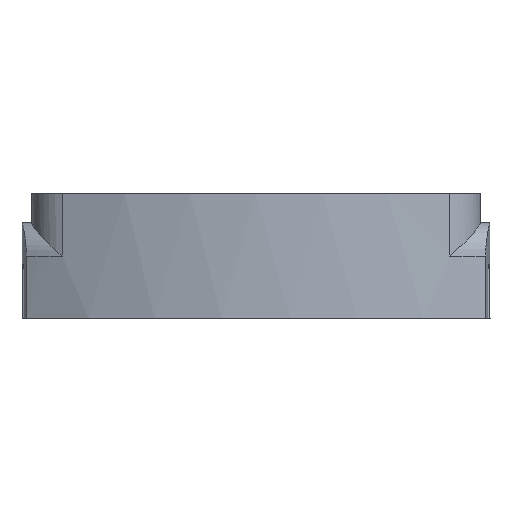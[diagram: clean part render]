
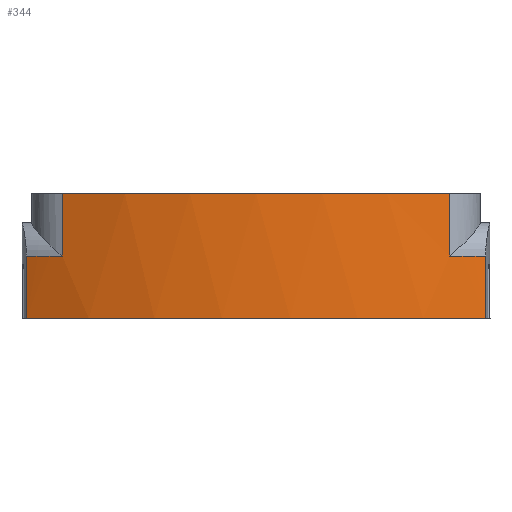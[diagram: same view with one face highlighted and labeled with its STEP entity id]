
A CAD part, front view. The second image highlights one B-rep face of the part: STEP entity #344.
In plain terms, the highlighted cylindrical face has radius 119 mm (diameter 238 mm), a partial arc.
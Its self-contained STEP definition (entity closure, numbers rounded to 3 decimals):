
#23=LINE('',#621,#39);
#24=LINE('',#624,#40);
#25=LINE('',#626,#41);
#26=LINE('',#629,#42);
#39=VECTOR('',#442,10.);
#40=VECTOR('',#445,10.);
#41=VECTOR('',#446,10.);
#42=VECTOR('',#449,10.);
#55=CYLINDRICAL_SURFACE('',#381,119.);
#67=FACE_OUTER_BOUND('',#86,.T.);
#86=EDGE_LOOP('',(#242,#243,#244,#245,#246,#247,#248,#249));
#104=CIRCLE('',#376,119.);
#107=CIRCLE('',#380,119.);
#108=CIRCLE('',#382,119.);
#109=CIRCLE('',#383,119.);
#143=VERTEX_POINT('',#549);
#144=VERTEX_POINT('',#562);
#147=VERTEX_POINT('',#584);
#151=VERTEX_POINT('',#607);
#152=VERTEX_POINT('',#620);
#153=VERTEX_POINT('',#622);
#154=VERTEX_POINT('',#625);
#155=VERTEX_POINT('',#627);
#179=EDGE_CURVE('',#143,#144,#104,.T.);
#187=EDGE_CURVE('',#151,#147,#107,.T.);
#188=EDGE_CURVE('',#152,#143,#23,.T.);
#189=EDGE_CURVE('',#153,#152,#108,.T.);
#190=EDGE_CURVE('',#153,#147,#24,.T.);
#191=EDGE_CURVE('',#151,#154,#25,.T.);
#192=EDGE_CURVE('',#155,#154,#109,.T.);
#193=EDGE_CURVE('',#144,#155,#26,.T.);
#242=ORIENTED_EDGE('',*,*,#179,.F.);
#243=ORIENTED_EDGE('',*,*,#188,.F.);
#244=ORIENTED_EDGE('',*,*,#189,.F.);
#245=ORIENTED_EDGE('',*,*,#190,.T.);
#246=ORIENTED_EDGE('',*,*,#187,.F.);
#247=ORIENTED_EDGE('',*,*,#191,.T.);
#248=ORIENTED_EDGE('',*,*,#192,.F.);
#249=ORIENTED_EDGE('',*,*,#193,.F.);
#344=ADVANCED_FACE('',(#67),#55,.T.);
#376=AXIS2_PLACEMENT_3D('',#563,#430,#431);
#380=AXIS2_PLACEMENT_3D('',#618,#438,#439);
#381=AXIS2_PLACEMENT_3D('',#619,#440,#441);
#382=AXIS2_PLACEMENT_3D('',#623,#443,#444);
#383=AXIS2_PLACEMENT_3D('',#628,#447,#448);
#430=DIRECTION('center_axis',(0.,0.,1.));
#431=DIRECTION('ref_axis',(-0.427,-0.904,0.));
#438=DIRECTION('center_axis',(0.,0.,1.));
#439=DIRECTION('ref_axis',(0.427,-0.904,0.));
#440=DIRECTION('center_axis',(0.,0.,-1.));
#441=DIRECTION('ref_axis',(1.,0.,0.));
#442=DIRECTION('',(0.,0.,1.));
#443=DIRECTION('center_axis',(0.,0.,-1.));
#444=DIRECTION('ref_axis',(1.,0.,0.));
#445=DIRECTION('',(0.,0.,1.));
#446=DIRECTION('',(0.,0.,1.));
#447=DIRECTION('center_axis',(0.,0.,1.));
#448=DIRECTION('ref_axis',(1.,0.,0.));
#449=DIRECTION('',(0.,0.,1.));
#549=CARTESIAN_POINT('',(-55.12,-105.465,-3.));
#562=CARTESIAN_POINT('',(-46.518,-109.531,-3.));
#563=CARTESIAN_POINT('Origin',(0.,0.,-3.));
#584=CARTESIAN_POINT('',(55.12,-105.465,-3.));
#607=CARTESIAN_POINT('',(46.518,-109.531,-3.));
#618=CARTESIAN_POINT('Origin',(0.,0.,-3.));
#619=CARTESIAN_POINT('Origin',(0.,0.,0.));
#620=CARTESIAN_POINT('',(-55.12,-105.465,-18.));
#621=CARTESIAN_POINT('',(-55.12,-105.465,0.));
#622=CARTESIAN_POINT('',(55.12,-105.465,-18.));
#623=CARTESIAN_POINT('Origin',(0.,0.,-18.));
#624=CARTESIAN_POINT('',(55.12,-105.465,0.));
#625=CARTESIAN_POINT('',(46.518,-109.531,12.));
#626=CARTESIAN_POINT('',(46.518,-109.531,0.));
#627=CARTESIAN_POINT('',(-46.518,-109.531,12.));
#628=CARTESIAN_POINT('Origin',(0.,0.,12.));
#629=CARTESIAN_POINT('',(-46.518,-109.531,5.));
